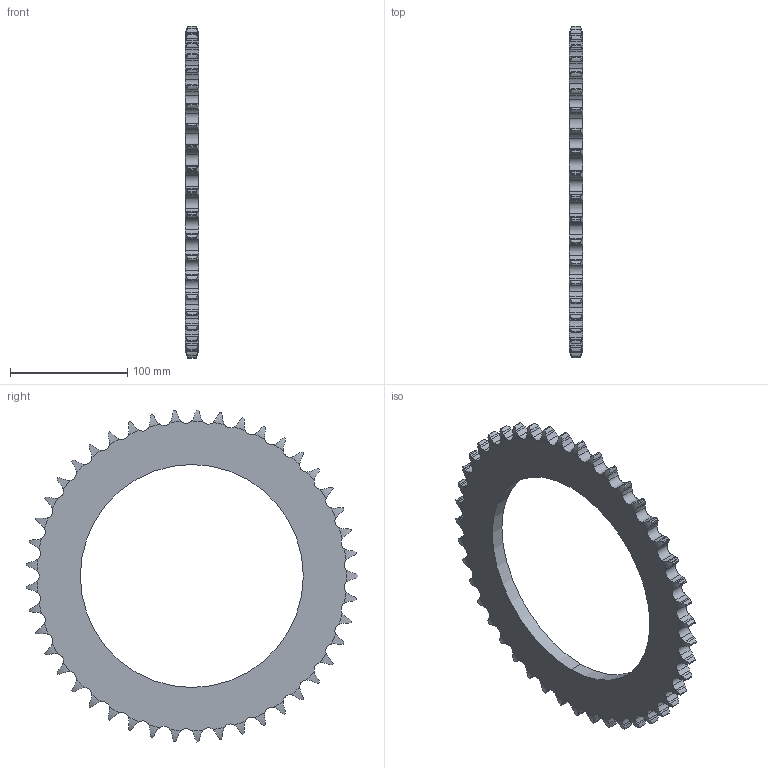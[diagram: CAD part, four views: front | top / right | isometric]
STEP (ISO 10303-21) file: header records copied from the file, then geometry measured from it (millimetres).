
FILE_DESCRIPTION (( 'STEP AP203' ), '1' );
FILE_NAME ('No. 60 Eccentric Drive Sprocket - 45T.STEP', '2014-11-30T22:41:14', ( '' ), ( '' ), 'SwSTEP 2.0', 'SolidWorks 2014', '' );
FILE_SCHEMA (( 'CONFIG_CONTROL_DESIGN' ));
Length unit declared in the file: inch
Products named in the file (1): No. 60 Eccentric Drive Sprocket - 45T
Bounding box: 11.66 x 283.55 x 283.72 mm (x, y, z)
Volume: 328381.7 mm3; surface area: 78905.5 mm2
Topology: 1 solids, 1 shells, 480 faces, 1434 edges, 956 vertices
Faces by surface type: cylinder 296, torus 92, plane 92
Entity records: 17273 total; most frequent: CARTESIAN_POINT 5459, ORIENTED_EDGE 2868, DIRECTION 1948, EDGE_CURVE 1434, VERTEX_POINT 956, AXIS2_PLACEMENT_3D 781, B_SPLINE_CURVE_WITH_KNOTS 748, EDGE_LOOP 482
